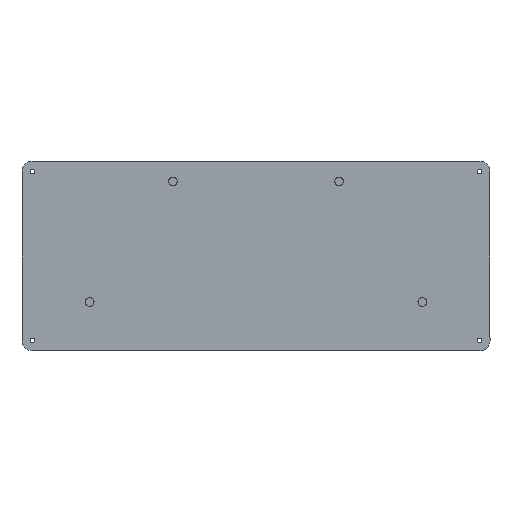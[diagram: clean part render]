
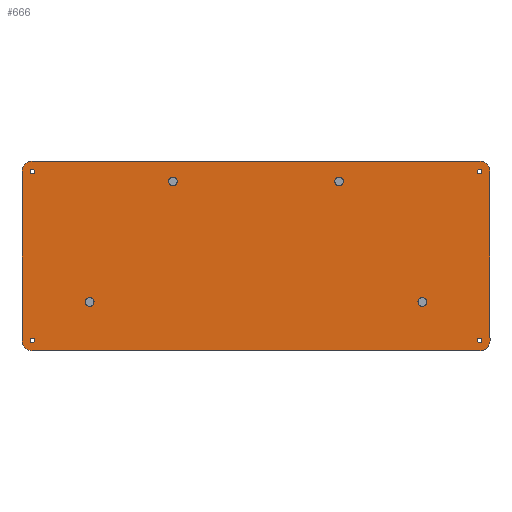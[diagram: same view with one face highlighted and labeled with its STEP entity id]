
A CAD part, top view. The second image highlights one B-rep face of the part: STEP entity #666.
In plain terms, the highlighted planar face has unit normal (0, 0, 1).
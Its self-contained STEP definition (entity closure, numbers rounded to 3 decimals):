
#47=FACE_BOUND('',#169,.T.);
#48=FACE_BOUND('',#170,.T.);
#49=FACE_BOUND('',#171,.T.);
#50=FACE_BOUND('',#172,.T.);
#51=FACE_BOUND('',#173,.T.);
#52=FACE_BOUND('',#174,.T.);
#53=FACE_BOUND('',#175,.T.);
#54=FACE_BOUND('',#176,.T.);
#76=PLANE('',#730);
#118=FACE_OUTER_BOUND('',#168,.T.);
#168=EDGE_LOOP('',(#593,#594,#595,#596,#597,#598,#599,#600));
#169=EDGE_LOOP('',(#601));
#170=EDGE_LOOP('',(#602));
#171=EDGE_LOOP('',(#603));
#172=EDGE_LOOP('',(#604));
#173=EDGE_LOOP('',(#605));
#174=EDGE_LOOP('',(#606));
#175=EDGE_LOOP('',(#607));
#176=EDGE_LOOP('',(#608));
#212=LINE('',#1267,#256);
#215=LINE('',#1277,#259);
#218=LINE('',#1284,#262);
#220=LINE('',#1288,#264);
#256=VECTOR('',#870,10.);
#259=VECTOR('',#881,10.);
#262=VECTOR('',#890,10.);
#264=VECTOR('',#894,10.);
#265=CIRCLE('',#670,2.1);
#267=CIRCLE('',#674,2.1);
#269=CIRCLE('',#678,2.1);
#271=CIRCLE('',#682,2.1);
#281=CIRCLE('',#706,1.1);
#282=CIRCLE('',#708,1.1);
#283=CIRCLE('',#710,1.1);
#284=CIRCLE('',#712,1.1);
#285=CIRCLE('',#718,5.);
#286=CIRCLE('',#721,5.);
#287=CIRCLE('',#725,5.);
#288=CIRCLE('',#729,5.);
#289=VERTEX_POINT('',#903);
#291=VERTEX_POINT('',#910);
#293=VERTEX_POINT('',#917);
#295=VERTEX_POINT('',#924);
#309=VERTEX_POINT('',#967);
#310=VERTEX_POINT('',#971);
#311=VERTEX_POINT('',#975);
#312=VERTEX_POINT('',#979);
#337=VERTEX_POINT('',#1259);
#338=VERTEX_POINT('',#1261);
#339=VERTEX_POINT('',#1265);
#340=VERTEX_POINT('',#1269);
#341=VERTEX_POINT('',#1274);
#342=VERTEX_POINT('',#1276);
#343=VERTEX_POINT('',#1280);
#344=VERTEX_POINT('',#1286);
#345=EDGE_CURVE('',#289,#289,#265,.T.);
#348=EDGE_CURVE('',#291,#291,#267,.T.);
#351=EDGE_CURVE('',#293,#293,#269,.T.);
#354=EDGE_CURVE('',#295,#295,#271,.T.);
#373=EDGE_CURVE('',#309,#309,#281,.T.);
#375=EDGE_CURVE('',#310,#310,#282,.T.);
#377=EDGE_CURVE('',#311,#311,#283,.T.);
#379=EDGE_CURVE('',#312,#312,#284,.T.);
#418=EDGE_CURVE('',#337,#338,#285,.T.);
#421=EDGE_CURVE('',#339,#337,#212,.T.);
#423=EDGE_CURVE('',#340,#339,#286,.T.);
#425=EDGE_CURVE('',#341,#342,#215,.T.);
#428=EDGE_CURVE('',#343,#341,#287,.T.);
#429=EDGE_CURVE('',#338,#343,#218,.T.);
#431=EDGE_CURVE('',#344,#340,#220,.T.);
#432=EDGE_CURVE('',#342,#344,#288,.T.);
#593=ORIENTED_EDGE('',*,*,#418,.F.);
#594=ORIENTED_EDGE('',*,*,#421,.F.);
#595=ORIENTED_EDGE('',*,*,#423,.F.);
#596=ORIENTED_EDGE('',*,*,#431,.F.);
#597=ORIENTED_EDGE('',*,*,#432,.F.);
#598=ORIENTED_EDGE('',*,*,#425,.F.);
#599=ORIENTED_EDGE('',*,*,#428,.F.);
#600=ORIENTED_EDGE('',*,*,#429,.F.);
#601=ORIENTED_EDGE('',*,*,#345,.T.);
#602=ORIENTED_EDGE('',*,*,#348,.T.);
#603=ORIENTED_EDGE('',*,*,#351,.T.);
#604=ORIENTED_EDGE('',*,*,#354,.T.);
#605=ORIENTED_EDGE('',*,*,#373,.T.);
#606=ORIENTED_EDGE('',*,*,#375,.T.);
#607=ORIENTED_EDGE('',*,*,#377,.T.);
#608=ORIENTED_EDGE('',*,*,#379,.T.);
#666=ADVANCED_FACE('',(#118,#47,#48,#49,#50,#51,#52,#53,#54),#76,.F.);
#670=AXIS2_PLACEMENT_3D('',#904,#735,#736);
#674=AXIS2_PLACEMENT_3D('',#911,#744,#745);
#678=AXIS2_PLACEMENT_3D('',#918,#753,#754);
#682=AXIS2_PLACEMENT_3D('',#925,#762,#763);
#706=AXIS2_PLACEMENT_3D('',#968,#815,#816);
#708=AXIS2_PLACEMENT_3D('',#972,#820,#821);
#710=AXIS2_PLACEMENT_3D('',#976,#825,#826);
#712=AXIS2_PLACEMENT_3D('',#980,#830,#831);
#718=AXIS2_PLACEMENT_3D('',#1262,#864,#865);
#721=AXIS2_PLACEMENT_3D('',#1271,#874,#875);
#725=AXIS2_PLACEMENT_3D('',#1282,#886,#887);
#729=AXIS2_PLACEMENT_3D('',#1290,#897,#898);
#730=AXIS2_PLACEMENT_3D('',#1291,#899,#900);
#735=DIRECTION('center_axis',(0.,0.,-1.));
#736=DIRECTION('ref_axis',(1.,0.,0.));
#744=DIRECTION('center_axis',(0.,0.,-1.));
#745=DIRECTION('ref_axis',(1.,0.,0.));
#753=DIRECTION('center_axis',(0.,0.,-1.));
#754=DIRECTION('ref_axis',(1.,0.,0.));
#762=DIRECTION('center_axis',(0.,0.,-1.));
#763=DIRECTION('ref_axis',(1.,0.,0.));
#815=DIRECTION('center_axis',(0.,0.,-1.));
#816=DIRECTION('ref_axis',(1.,0.,0.));
#820=DIRECTION('center_axis',(0.,0.,-1.));
#821=DIRECTION('ref_axis',(1.,0.,0.));
#825=DIRECTION('center_axis',(0.,0.,-1.));
#826=DIRECTION('ref_axis',(1.,0.,0.));
#830=DIRECTION('center_axis',(0.,0.,-1.));
#831=DIRECTION('ref_axis',(1.,0.,0.));
#864=DIRECTION('center_axis',(0.,0.,-1.));
#865=DIRECTION('ref_axis',(0.,1.,0.));
#870=DIRECTION('',(1.,0.,0.));
#874=DIRECTION('center_axis',(0.,0.,-1.));
#875=DIRECTION('ref_axis',(-1.,0.,0.));
#881=DIRECTION('',(-1.,0.,0.));
#886=DIRECTION('center_axis',(0.,0.,-1.));
#887=DIRECTION('ref_axis',(1.,0.,0.));
#890=DIRECTION('',(0.,-1.,0.));
#894=DIRECTION('',(0.,1.,0.));
#897=DIRECTION('center_axis',(0.,0.,-1.));
#898=DIRECTION('ref_axis',(0.,-1.,0.));
#899=DIRECTION('center_axis',(0.,0.,-1.));
#900=DIRECTION('ref_axis',(1.,0.,0.));
#903=CARTESIAN_POINT('',(56.806,-107.021,-0.8));
#904=CARTESIAN_POINT('Origin',(58.906,-107.021,-0.8));
#910=CARTESIAN_POINT('',(176.806,-49.021,-0.8));
#911=CARTESIAN_POINT('Origin',(178.906,-49.021,-0.8));
#917=CARTESIAN_POINT('',(96.806,-49.021,-0.8));
#918=CARTESIAN_POINT('Origin',(98.906,-49.021,-0.8));
#924=CARTESIAN_POINT('',(216.806,-107.021,-0.8));
#925=CARTESIAN_POINT('Origin',(218.906,-107.021,-0.8));
#967=CARTESIAN_POINT('',(30.245,-125.475,-0.8));
#968=CARTESIAN_POINT('Origin',(31.345,-125.475,-0.8));
#971=CARTESIAN_POINT('',(30.245,-44.321,-0.8));
#972=CARTESIAN_POINT('Origin',(31.345,-44.321,-0.8));
#975=CARTESIAN_POINT('',(245.368,-44.321,-0.8));
#976=CARTESIAN_POINT('Origin',(246.468,-44.321,-0.8));
#979=CARTESIAN_POINT('',(245.368,-125.475,-0.8));
#980=CARTESIAN_POINT('Origin',(246.468,-125.475,-0.8));
#1259=CARTESIAN_POINT('',(246.468,-39.321,-0.8));
#1261=CARTESIAN_POINT('',(251.468,-44.321,-0.8));
#1262=CARTESIAN_POINT('Origin',(246.468,-44.321,-0.8));
#1265=CARTESIAN_POINT('',(31.345,-39.321,-0.8));
#1267=CARTESIAN_POINT('',(31.345,-39.321,-0.8));
#1269=CARTESIAN_POINT('',(26.345,-44.321,-0.8));
#1271=CARTESIAN_POINT('Origin',(31.345,-44.321,-0.8));
#1274=CARTESIAN_POINT('',(246.468,-130.475,-0.8));
#1276=CARTESIAN_POINT('',(31.345,-130.475,-0.8));
#1277=CARTESIAN_POINT('',(246.468,-130.475,-0.8));
#1280=CARTESIAN_POINT('',(251.468,-125.475,-0.8));
#1282=CARTESIAN_POINT('Origin',(246.468,-125.475,-0.8));
#1284=CARTESIAN_POINT('',(251.468,-44.321,-0.8));
#1286=CARTESIAN_POINT('',(26.345,-125.475,-0.8));
#1288=CARTESIAN_POINT('',(26.345,-125.475,-0.8));
#1290=CARTESIAN_POINT('Origin',(31.345,-125.475,-0.8));
#1291=CARTESIAN_POINT('Origin',(138.906,-84.898,-0.8));
